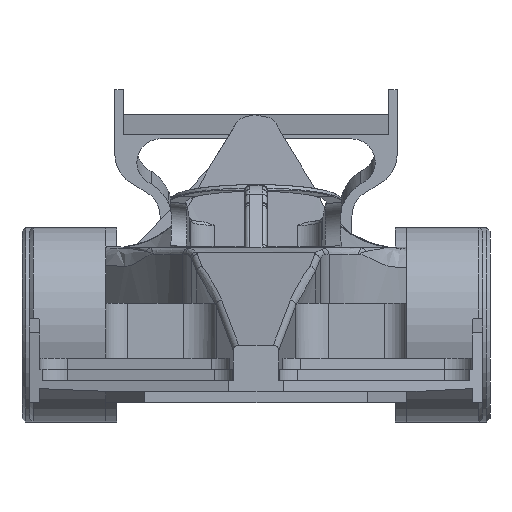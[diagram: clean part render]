
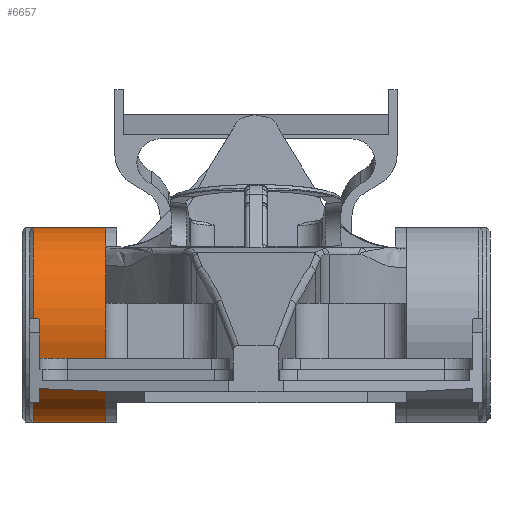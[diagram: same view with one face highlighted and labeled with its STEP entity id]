
A CAD part, left-side view. The second image highlights one B-rep face of the part: STEP entity #6657.
In plain terms, the highlighted cylindrical face has radius 19.712 mm (diameter 39.424 mm), a full revolution.
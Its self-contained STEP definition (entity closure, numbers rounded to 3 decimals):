
#623=FACE_OUTER_BOUND('',#985,.T.);
#985=EDGE_LOOP('',(#4536,#4537,#4538,#4539,#4540));
#1381=LINE('',#9891,#1914);
#1914=VECTOR('',#7907,19.712);
#2447=CIRCLE('',#7116,19.712);
#2448=CIRCLE('',#7117,19.712);
#2449=CIRCLE('',#7118,19.712);
#2730=VERTEX_POINT('',#9887);
#2731=VERTEX_POINT('',#9888);
#2732=VERTEX_POINT('',#9890);
#3449=EDGE_CURVE('',#2730,#2731,#2447,.T.);
#3450=EDGE_CURVE('',#2731,#2732,#1381,.T.);
#3451=EDGE_CURVE('',#2732,#2732,#2448,.T.);
#3452=EDGE_CURVE('',#2731,#2730,#2449,.T.);
#4536=ORIENTED_EDGE('',*,*,#3449,.T.);
#4537=ORIENTED_EDGE('',*,*,#3450,.T.);
#4538=ORIENTED_EDGE('',*,*,#3451,.T.);
#4539=ORIENTED_EDGE('',*,*,#3450,.F.);
#4540=ORIENTED_EDGE('',*,*,#3452,.T.);
#6527=CYLINDRICAL_SURFACE('',#7115,19.712);
#6657=ADVANCED_FACE('',(#623),#6527,.T.);
#7115=AXIS2_PLACEMENT_3D('',#9886,#7903,#7904);
#7116=AXIS2_PLACEMENT_3D('',#9889,#7905,#7906);
#7117=AXIS2_PLACEMENT_3D('',#9892,#7908,#7909);
#7118=AXIS2_PLACEMENT_3D('',#9893,#7910,#7911);
#7903=DIRECTION('center_axis',(0.,1.,0.));
#7904=DIRECTION('ref_axis',(1.,0.,0.));
#7905=DIRECTION('center_axis',(0.,-1.,0.));
#7906=DIRECTION('ref_axis',(0.,0.,1.));
#7907=DIRECTION('',(0.,-1.,0.));
#7908=DIRECTION('center_axis',(0.,1.,0.));
#7909=DIRECTION('ref_axis',(1.,0.,0.));
#7910=DIRECTION('center_axis',(0.,-1.,0.));
#7911=DIRECTION('ref_axis',(0.,0.,1.));
#9886=CARTESIAN_POINT('Origin',(53.358,45.875,15.77));
#9887=CARTESIAN_POINT('',(53.358,45.158,35.482));
#9888=CARTESIAN_POINT('',(33.646,45.158,15.77));
#9889=CARTESIAN_POINT('Origin',(53.358,45.158,15.77));
#9890=CARTESIAN_POINT('',(33.646,30.468,15.77));
#9891=CARTESIAN_POINT('',(33.646,45.875,15.77));
#9892=CARTESIAN_POINT('Origin',(53.358,30.468,15.77));
#9893=CARTESIAN_POINT('Origin',(53.358,45.158,15.77));
